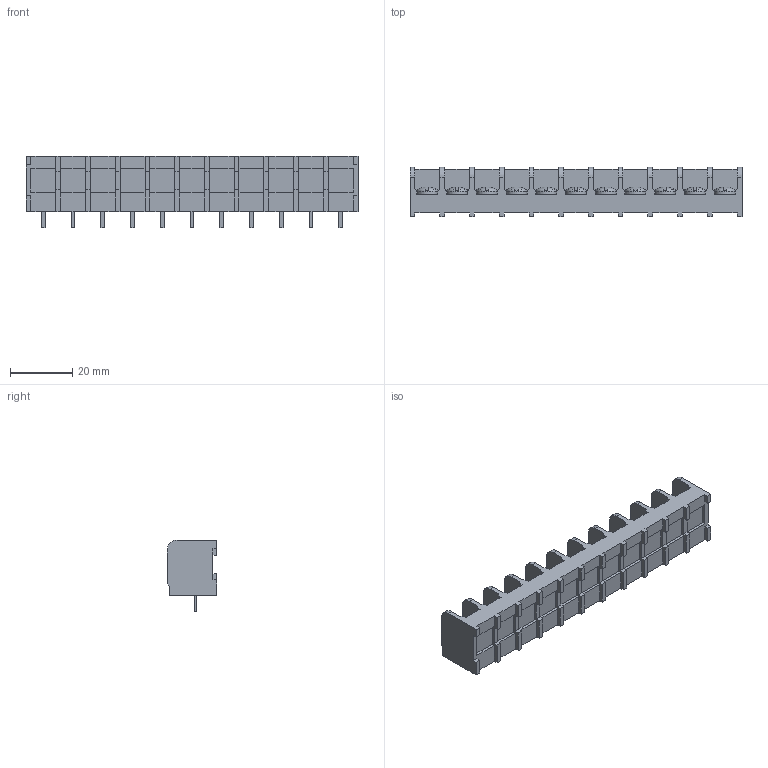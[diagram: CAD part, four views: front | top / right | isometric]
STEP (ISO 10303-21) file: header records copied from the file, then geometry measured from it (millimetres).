
FILE_DESCRIPTION(('STEP AP242'),'1');
FILE_NAME('1-1437652-1.stp','2024-11-04T00:05:49',('TraceParts'),('TraceParts S.A.'),'Spatial InterOp 3D',' ',' ');
FILE_SCHEMA(('AP242_MANAGED_MODEL_BASED_3D_ENGINEERING_MIM_LF {1 0 10303 442 1 1 4}'));
Length unit declared in the file: millimetre
Products named in the file (1): 1-1437652-1
Bounding box: 106.32 x 15.88 x 23.04 mm (x, y, z)
Volume: 16328 mm3; surface area: 12112 mm2
Topology: 1 solids, 1 shells, 783 faces, 2189 edges, 1430 vertices
Faces by surface type: plane 617, cylinder 100, sphere 44, torus 22
Entity records: 27090 total; most frequent: CARTESIAN_POINT 6801, ORIENTED_EDGE 4378, DIRECTION 4001, EDGE_CURVE 2189, LINE 1813, VECTOR 1813, VERTEX_POINT 1430, AXIS2_PLACEMENT_3D 1094
